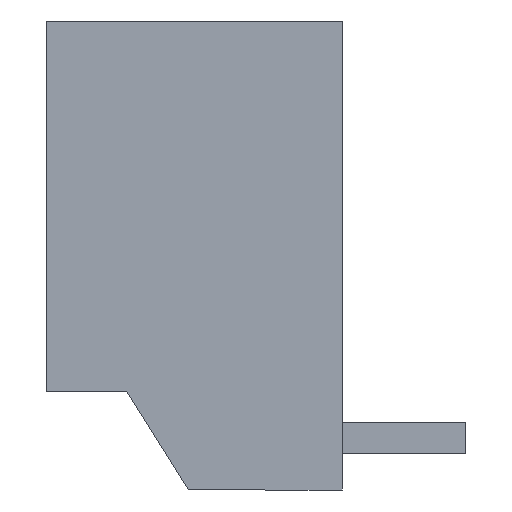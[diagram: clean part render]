
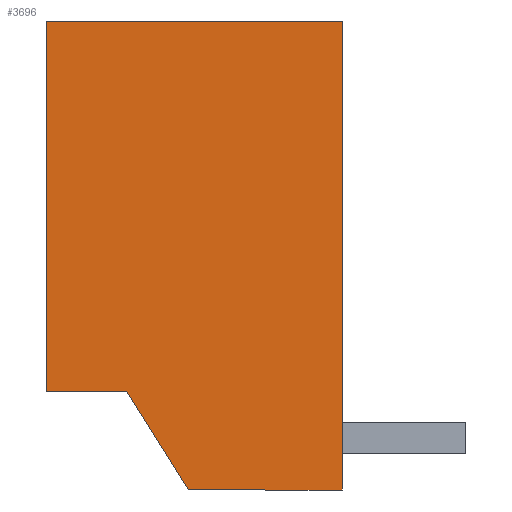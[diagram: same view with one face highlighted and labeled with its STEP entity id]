
A CAD part, left-side view. The second image highlights one B-rep face of the part: STEP entity #3696.
In plain terms, the highlighted planar face has unit normal (-1, 0, 0).
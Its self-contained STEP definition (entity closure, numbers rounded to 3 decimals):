
#275 = ORIENTED_EDGE ( 'NONE', *, *, #3159, .F. ) ;
#360 = CARTESIAN_POINT ( 'NONE',  ( -8.95, 2.4, 6. ) ) ;
#524 = DIRECTION ( 'NONE',  ( 0., 0., -1. ) ) ;
#659 = EDGE_LOOP ( 'NONE', ( #3746, #3937, #3497, #275, #3031, #4928 ) ) ;
#871 = VECTOR ( 'NONE', #5030, 1000. ) ;
#1127 = FACE_OUTER_BOUND ( 'NONE', #659, .T. ) ;
#1171 = CARTESIAN_POINT ( 'NONE',  ( -8.95, 2.4, 6. ) ) ;
#1176 = DIRECTION ( 'NONE',  ( 0., -0.53, -0.848 ) ) ;
#1207 = VECTOR ( 'NONE', #4299, 1000. ) ;
#1451 = EDGE_CURVE ( 'NONE', #3030, #3320, #1613, .T. ) ;
#1613 = LINE ( 'NONE', #1171, #871 ) ;
#1719 = LINE ( 'NONE', #3967, #3144 ) ;
#1787 = CARTESIAN_POINT ( 'NONE',  ( -8.95, -2.4, -1.6 ) ) ;
#1926 = DIRECTION ( 'NONE',  ( 1., 0., 0. ) ) ;
#2171 = CARTESIAN_POINT ( 'NONE',  ( -8.95, 2.4, 6. ) ) ;
#2245 = VERTEX_POINT ( 'NONE', #4087 ) ;
#2356 = CARTESIAN_POINT ( 'NONE',  ( -8.95, 0.1, -1.6 ) ) ;
#2523 = DIRECTION ( 'NONE',  ( 0., 0., -1. ) ) ;
#2686 = PLANE ( 'NONE',  #4245 ) ;
#2748 = VERTEX_POINT ( 'NONE', #3877 ) ;
#3030 = VERTEX_POINT ( 'NONE', #2171 ) ;
#3031 = ORIENTED_EDGE ( 'NONE', *, *, #1451, .F. ) ;
#3054 = CARTESIAN_POINT ( 'NONE',  ( -8.95, -2.4, 6. ) ) ;
#3108 = VERTEX_POINT ( 'NONE', #3649 ) ;
#3117 = VECTOR ( 'NONE', #1176, 1000. ) ;
#3144 = VECTOR ( 'NONE', #2523, 1000. ) ;
#3159 = EDGE_CURVE ( 'NONE', #3320, #4600, #1719, .T. ) ;
#3258 = CARTESIAN_POINT ( 'NONE',  ( -8.95, 2.4, 6. ) ) ;
#3320 = VERTEX_POINT ( 'NONE', #3054 ) ;
#3362 = EDGE_CURVE ( 'NONE', #2245, #3108, #5003, .T. ) ;
#3377 = DIRECTION ( 'NONE',  ( 0., 0., -1. ) ) ;
#3497 = ORIENTED_EDGE ( 'NONE', *, *, #4917, .T. ) ;
#3649 = CARTESIAN_POINT ( 'NONE',  ( -8.95, 0.1, -1.6 ) ) ;
#3696 = ADVANCED_FACE ( 'NONE', ( #1127 ), #2686, .F. ) ;
#3746 = ORIENTED_EDGE ( 'NONE', *, *, #4028, .T. ) ;
#3790 = EDGE_CURVE ( 'NONE', #3030, #2748, #4444, .T. ) ;
#3866 = DIRECTION ( 'NONE',  ( 0., -1., 0. ) ) ;
#3877 = CARTESIAN_POINT ( 'NONE',  ( -8.95, 2.4, 0. ) ) ;
#3921 = CARTESIAN_POINT ( 'NONE',  ( -8.95, 2.4, 0. ) ) ;
#3937 = ORIENTED_EDGE ( 'NONE', *, *, #3362, .T. ) ;
#3967 = CARTESIAN_POINT ( 'NONE',  ( -8.95, -2.4, 6. ) ) ;
#4028 = EDGE_CURVE ( 'NONE', #2748, #2245, #4664, .T. ) ;
#4087 = CARTESIAN_POINT ( 'NONE',  ( -8.95, 1.1, 0. ) ) ;
#4184 = VECTOR ( 'NONE', #524, 1000. ) ;
#4245 = AXIS2_PLACEMENT_3D ( 'NONE', #360, #1926, #3377 ) ;
#4260 = LINE ( 'NONE', #2356, #4546 ) ;
#4299 = DIRECTION ( 'NONE',  ( 0., -1., 0. ) ) ;
#4444 = LINE ( 'NONE', #3258, #4184 ) ;
#4546 = VECTOR ( 'NONE', #3866, 1000. ) ;
#4600 = VERTEX_POINT ( 'NONE', #1787 ) ;
#4602 = CARTESIAN_POINT ( 'NONE',  ( -8.95, 1.1, 0. ) ) ;
#4664 = LINE ( 'NONE', #3921, #1207 ) ;
#4917 = EDGE_CURVE ( 'NONE', #3108, #4600, #4260, .T. ) ;
#4928 = ORIENTED_EDGE ( 'NONE', *, *, #3790, .T. ) ;
#5003 = LINE ( 'NONE', #4602, #3117 ) ;
#5030 = DIRECTION ( 'NONE',  ( 0., -1., 0. ) ) ;
